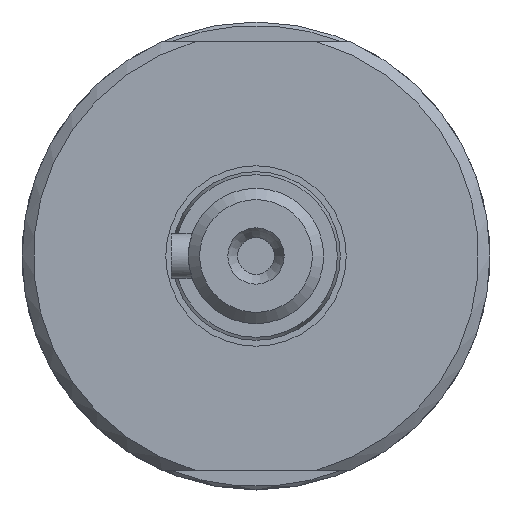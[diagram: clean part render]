
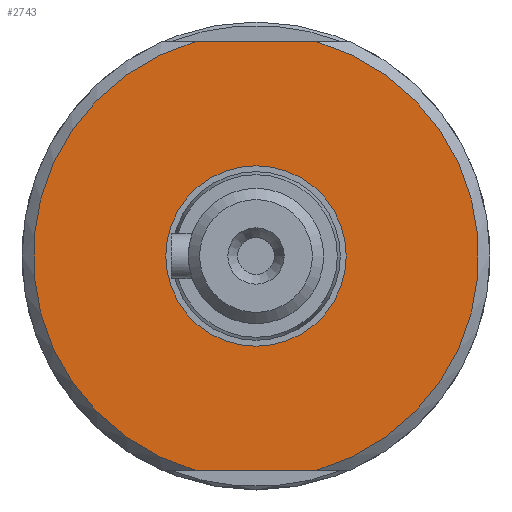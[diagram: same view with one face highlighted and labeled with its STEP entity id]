
A CAD part, left-side view. The second image highlights one B-rep face of the part: STEP entity #2743.
In plain terms, the highlighted planar face has unit normal (-1, 0, 0).
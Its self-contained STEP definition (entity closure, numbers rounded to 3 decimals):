
#119=LINE('',#4038,#362);
#123=LINE('',#4054,#366);
#362=VECTOR('',#3264,10.);
#366=VECTOR('',#3272,10.);
#754=FACE_BOUND('',#957,.T.);
#801=FACE_OUTER_BOUND('',#956,.T.);
#956=EDGE_LOOP('',(#1991,#1992,#1993,#1994));
#957=EDGE_LOOP('',(#1995,#1996));
#1118=CIRCLE('',#2944,19.75);
#1121=CIRCLE('',#2949,8.);
#1122=CIRCLE('',#2950,8.);
#1123=CIRCLE('',#2952,19.75);
#1235=VERTEX_POINT('',#4033);
#1236=VERTEX_POINT('',#4037);
#1239=VERTEX_POINT('',#4049);
#1240=VERTEX_POINT('',#4053);
#1243=VERTEX_POINT('',#4068);
#1244=VERTEX_POINT('',#4070);
#1515=EDGE_CURVE('',#1236,#1235,#119,.T.);
#1521=EDGE_CURVE('',#1240,#1239,#123,.T.);
#1524=EDGE_CURVE('',#1236,#1239,#1118,.T.);
#1528=EDGE_CURVE('',#1244,#1243,#1121,.T.);
#1529=EDGE_CURVE('',#1243,#1244,#1122,.T.);
#1530=EDGE_CURVE('',#1240,#1235,#1123,.T.);
#1991=ORIENTED_EDGE('',*,*,#1515,.T.);
#1992=ORIENTED_EDGE('',*,*,#1530,.F.);
#1993=ORIENTED_EDGE('',*,*,#1521,.T.);
#1994=ORIENTED_EDGE('',*,*,#1524,.F.);
#1995=ORIENTED_EDGE('',*,*,#1528,.T.);
#1996=ORIENTED_EDGE('',*,*,#1529,.T.);
#2631=PLANE('',#2951);
#2743=ADVANCED_FACE('',(#801,#754),#2631,.T.);
#2944=AXIS2_PLACEMENT_3D('',#4061,#3279,#3280);
#2949=AXIS2_PLACEMENT_3D('',#4071,#3290,#3291);
#2950=AXIS2_PLACEMENT_3D('',#4072,#3292,#3293);
#2951=AXIS2_PLACEMENT_3D('',#4073,#3294,#3295);
#2952=AXIS2_PLACEMENT_3D('',#4074,#3296,#3297);
#3264=DIRECTION('',(0.,1.,0.));
#3272=DIRECTION('',(0.,-1.,0.));
#3279=DIRECTION('center_axis',(1.,0.,0.));
#3280=DIRECTION('ref_axis',(0.,-1.,0.));
#3290=DIRECTION('center_axis',(1.,0.,0.));
#3291=DIRECTION('ref_axis',(0.,-1.,0.));
#3292=DIRECTION('center_axis',(1.,0.,0.));
#3293=DIRECTION('ref_axis',(0.,-1.,0.));
#3294=DIRECTION('center_axis',(-1.,0.,0.));
#3295=DIRECTION('ref_axis',(0.,0.,
-1.));
#3296=DIRECTION('center_axis',(1.,0.,0.));
#3297=DIRECTION('ref_axis',(0.,-1.,0.));
#4033=CARTESIAN_POINT('',(-87.5,5.391,19.));
#4037=CARTESIAN_POINT('',(-87.5,-5.391,19.));
#4038=CARTESIAN_POINT('',(-87.5,-1.392,19.));
#4049=CARTESIAN_POINT('',(-87.5,-5.391,-19.));
#4053=CARTESIAN_POINT('',(-87.5,5.391,-19.));
#4054=CARTESIAN_POINT('',(-87.5,-12.483,-19.));
#4061=CARTESIAN_POINT('Origin',(-87.5,0.,0.));
#4068=CARTESIAN_POINT('',(-87.5,8.,0.));
#4070=CARTESIAN_POINT('',(-87.5,-8.,0.));
#4071=CARTESIAN_POINT('Origin',(-87.5,0.,0.));
#4072=CARTESIAN_POINT('Origin',(-87.5,0.,0.));
#4073=CARTESIAN_POINT('Origin',(-87.5,-13.875,0.));
#4074=CARTESIAN_POINT('Origin',(-87.5,0.,0.));
